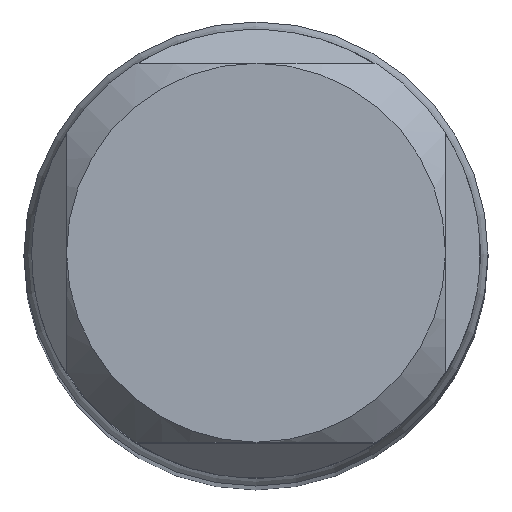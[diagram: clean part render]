
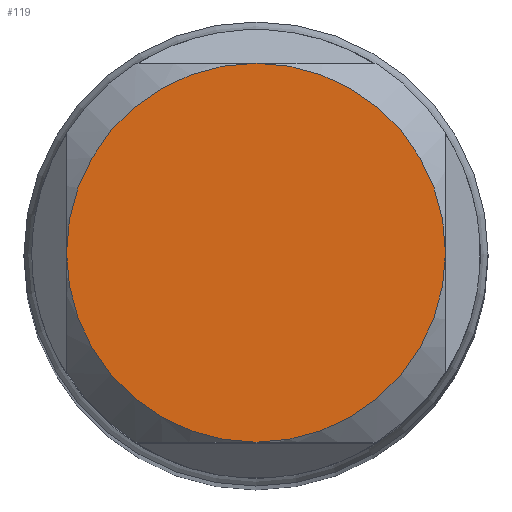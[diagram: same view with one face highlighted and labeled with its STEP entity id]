
A CAD part, top view. The second image highlights one B-rep face of the part: STEP entity #119.
In plain terms, the highlighted planar face has unit normal (0, 0, 1).
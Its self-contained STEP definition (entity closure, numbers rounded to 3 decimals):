
#87=CIRCLE('',#459,2.45);
#89=CIRCLE('',#462,2.45);
#91=CIRCLE('',#465,2.45);
#93=CIRCLE('',#468,2.45);
#119=ADVANCED_FACE('NONE',(#158),#142,.T.);
#142=PLANE('',#471);
#158=FACE_OUTER_BOUND('',#174,.T.);
#174=EDGE_LOOP('',(#248,#249,#250,#251));
#248=ORIENTED_EDGE('',*,*,#352,.F.);
#249=ORIENTED_EDGE('',*,*,#354,.F.);
#250=ORIENTED_EDGE('',*,*,#348,.F.);
#251=ORIENTED_EDGE('',*,*,#350,.F.);
#301=VERTEX_POINT('',#663);
#304=VERTEX_POINT('',#683);
#307=VERTEX_POINT('',#703);
#310=VERTEX_POINT('',#723);
#348=EDGE_CURVE('NONE',#301,#310,#87,.T.);
#350=EDGE_CURVE('NONE',#304,#301,#89,.T.);
#352=EDGE_CURVE('NONE',#307,#304,#91,.T.);
#354=EDGE_CURVE('NONE',#310,#307,#93,.T.);
#459=AXIS2_PLACEMENT_3D('',#734,#542,#543);
#462=AXIS2_PLACEMENT_3D('',#737,#548,#549);
#465=AXIS2_PLACEMENT_3D('',#740,#554,#555);
#468=AXIS2_PLACEMENT_3D('',#743,#560,#561);
#471=AXIS2_PLACEMENT_3D('',#746,#566,#567);
#542=DIRECTION('',(0.,0.,-1.));
#543=DIRECTION('',(1.,0.,0.));
#548=DIRECTION('',(0.,0.,-1.));
#549=DIRECTION('',(1.,0.,0.));
#554=DIRECTION('',(0.,0.,-1.));
#555=DIRECTION('',(1.,0.,0.));
#560=DIRECTION('',(0.,0.,-1.));
#561=DIRECTION('',(1.,0.,0.));
#566=DIRECTION('',(0.,0.,1.));
#567=DIRECTION('',(1.,0.,0.));
#663=CARTESIAN_POINT('',(-2.45,0.,0.));
#683=CARTESIAN_POINT('',(0.,-2.45,0.));
#703=CARTESIAN_POINT('',(2.45,0.,0.));
#723=CARTESIAN_POINT('',(0.,2.45,0.));
#734=CARTESIAN_POINT('',(0.,0.,0.));
#737=CARTESIAN_POINT('',(0.,0.,0.));
#740=CARTESIAN_POINT('',(0.,0.,0.));
#743=CARTESIAN_POINT('',(0.,0.,0.));
#746=CARTESIAN_POINT('',(0.,0.,0.));
